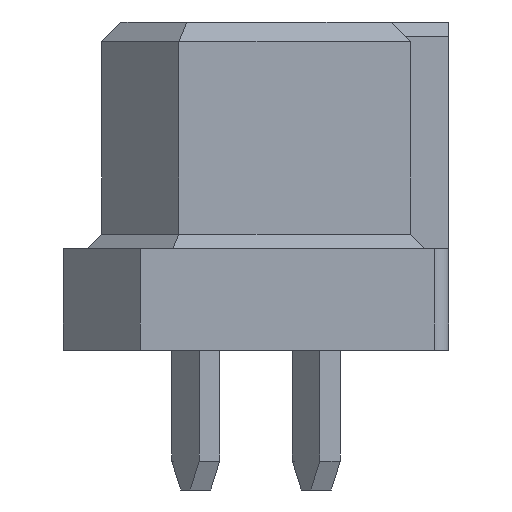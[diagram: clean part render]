
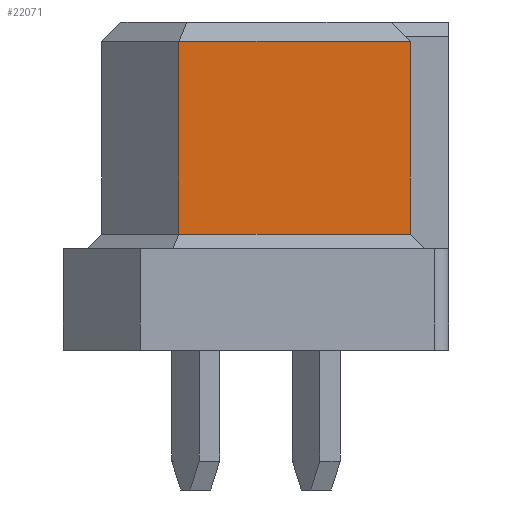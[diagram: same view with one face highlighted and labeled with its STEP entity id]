
A CAD part, left-side view. The second image highlights one B-rep face of the part: STEP entity #22071.
In plain terms, the highlighted planar face has unit normal (-1, 0, 0).
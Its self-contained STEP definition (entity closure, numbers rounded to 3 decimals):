
#14662=CARTESIAN_POINT('',(-4.7,0.8,-0.2));
#14663=VERTEX_POINT('',#14662);
#14686=CARTESIAN_POINT('',(-4.7,-1.6,-0.2));
#14687=VERTEX_POINT('',#14686);
#14688=CARTESIAN_POINT('',(-4.7,0.8,-0.2));
#14689=DIRECTION('',(0.,-1.,0.));
#14690=VECTOR('',#14689,2.4);
#14691=LINE('',#14688,#14690);
#14692=EDGE_CURVE('',#14663,#14687,#14691,.T.);
#16699=CARTESIAN_POINT('',(-4.7,-1.6,-2.2));
#16700=VERTEX_POINT('',#16699);
#16723=CARTESIAN_POINT('',(-4.7,0.8,-2.2));
#16724=VERTEX_POINT('',#16723);
#16733=CARTESIAN_POINT('',(-4.7,-1.6,-2.2));
#16734=DIRECTION('',(0.,1.,0.));
#16735=VECTOR('',#16734,2.4);
#16736=LINE('',#16733,#16735);
#16737=EDGE_CURVE('',#16700,#16724,#16736,.T.);
#16820=CARTESIAN_POINT('',(-4.7,-1.6,-0.2));
#16821=DIRECTION('',(0.,0.,-1.));
#16822=VECTOR('',#16821,2.);
#16823=LINE('',#16820,#16822);
#16824=EDGE_CURVE('',#14687,#16700,#16823,.T.);
#22050=CARTESIAN_POINT('',(-4.7,0.8,-2.2));
#22051=DIRECTION('',(0.,0.,1.));
#22052=VECTOR('',#22051,2.);
#22053=LINE('',#22050,#22052);
#22054=EDGE_CURVE('',#16724,#14663,#22053,.T.);
#22060=CARTESIAN_POINT('',(-4.7,-0.4,-1.2));
#22061=DIRECTION('',(0.,0.,-1.));
#22062=DIRECTION('',(-1.,-0.,-0.));
#22063=AXIS2_PLACEMENT_3D('',#22060,#22062,#22061);
#22064=PLANE('',#22063);
#22065=ORIENTED_EDGE('',*,*,#22054,.F.);
#22066=ORIENTED_EDGE('',*,*,#16737,.F.);
#22067=ORIENTED_EDGE('',*,*,#16824,.F.);
#22068=ORIENTED_EDGE('',*,*,#14692,.F.);
#22069=EDGE_LOOP('',(#22065,#22066,#22067,#22068));
#22070=FACE_OUTER_BOUND('',#22069,.T.);
#22071=ADVANCED_FACE('F663',(#22070),#22064,.T.);
